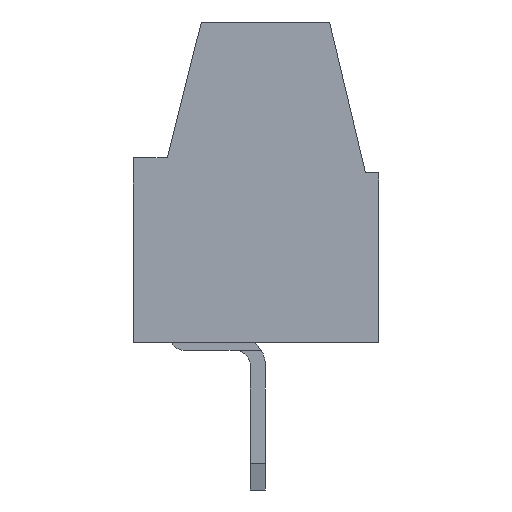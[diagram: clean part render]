
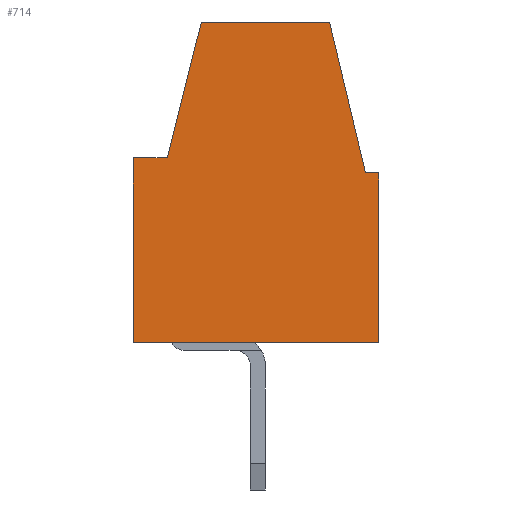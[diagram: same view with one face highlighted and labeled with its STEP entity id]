
A CAD part, left-side view. The second image highlights one B-rep face of the part: STEP entity #714.
In plain terms, the highlighted planar face has unit normal (-1, 0, 0).
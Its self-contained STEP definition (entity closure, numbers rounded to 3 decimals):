
#714=ADVANCED_FACE('',(#1418),#1419,.T.);
#1418=FACE_OUTER_BOUND('',#2131,.T.);
#1419=PLANE('',#2132);
#2131=EDGE_LOOP('',(#4107,#4108,#4109,#4110,#4111,#4112,#4113,#4114));
#2132=AXIS2_PLACEMENT_3D('',#4115,#4116,#4117);
#4107=ORIENTED_EDGE('',*,*,#4252,.T.);
#4108=ORIENTED_EDGE('',*,*,#4589,.T.);
#4109=ORIENTED_EDGE('',*,*,#4559,.T.);
#4110=ORIENTED_EDGE('',*,*,#4174,.T.);
#4111=ORIENTED_EDGE('',*,*,#4726,.T.);
#4112=ORIENTED_EDGE('',*,*,#4657,.T.);
#4113=ORIENTED_EDGE('',*,*,#4220,.T.);
#4114=ORIENTED_EDGE('',*,*,#4505,.T.);
#4115=CARTESIAN_POINT('',(-2.77,0.0,0.0));
#4116=DIRECTION('',(-1.0,0.0,0.0));
#4117=DIRECTION('',(0.0,0.0,1.0));
#4174=EDGE_CURVE('',#4973,#4971,#4974,.T.);
#4220=EDGE_CURVE('',#5054,#5055,#5056,.T.);
#4252=EDGE_CURVE('',#5111,#5112,#5113,.T.);
#4505=EDGE_CURVE('',#5055,#5111,#5544,.T.);
#4559=EDGE_CURVE('',#5626,#4973,#5627,.T.);
#4589=EDGE_CURVE('',#5112,#5626,#5671,.T.);
#4657=EDGE_CURVE('',#5767,#5054,#5768,.T.);
#4726=EDGE_CURVE('',#4971,#5767,#5861,.T.);
#4971=VERTEX_POINT('',#6146);
#4973=VERTEX_POINT('',#6149);
#4974=LINE('',#6150,#6151);
#5054=VERTEX_POINT('',#6260);
#5055=VERTEX_POINT('',#6261);
#5056=LINE('',#6262,#6263);
#5111=VERTEX_POINT('',#6341);
#5112=VERTEX_POINT('',#6342);
#5113=LINE('',#6343,#6344);
#5544=LINE('',#6969,#6970);
#5626=VERTEX_POINT('',#7110);
#5627=LINE('',#7111,#7112);
#5671=LINE('',#7179,#7180);
#5767=VERTEX_POINT('',#7304);
#5768=LINE('',#7305,#7306);
#5861=LINE('',#7451,#7452);
#6146=CARTESIAN_POINT('',(-2.77,3.25,2.45));
#6149=CARTESIAN_POINT('',(-2.77,2.35,2.45));
#6150=CARTESIAN_POINT('',(-2.77,2.35,2.45));
#6151=VECTOR('',#7892,1000.0);
#6260=CARTESIAN_POINT('',(-2.77,-3.25,-2.45));
#6261=CARTESIAN_POINT('',(-2.77,-3.25,2.05));
#6262=CARTESIAN_POINT('',(-2.77,-3.25,-2.45));
#6263=VECTOR('',#7943,1000.0);
#6341=CARTESIAN_POINT('',(-2.77,-2.9,2.05));
#6342=CARTESIAN_POINT('',(-2.77,-1.95,6.05));
#6343=CARTESIAN_POINT('',(-2.77,-2.9,2.05));
#6344=VECTOR('',#7979,1000.0);
#6969=CARTESIAN_POINT('',(-2.77,-3.25,2.05));
#6970=VECTOR('',#8267,1000.0);
#7110=CARTESIAN_POINT('',(-2.77,1.45,6.05));
#7111=CARTESIAN_POINT('',(-2.77,1.45,6.05));
#7112=VECTOR('',#8329,1000.0);
#7179=CARTESIAN_POINT('',(-2.77,-1.95,6.05));
#7180=VECTOR('',#8353,1000.0);
#7304=CARTESIAN_POINT('',(-2.77,3.25,-2.45));
#7305=CARTESIAN_POINT('',(-2.77,3.25,-2.45));
#7306=VECTOR('',#8445,1000.0);
#7451=CARTESIAN_POINT('',(-2.77,3.25,2.45));
#7452=VECTOR('',#8504,1000.0);
#7892=DIRECTION('',(0.0,1.0,0.));
#7943=DIRECTION('',(0.0,0.0,1.0));
#7979=DIRECTION('',(0.0,0.231,0.973));
#8267=DIRECTION('',(0.0,1.0,0.0));
#8329=DIRECTION('',(0.0,0.243,-0.97));
#8353=DIRECTION('',(0.0,1.0,0.));
#8445=DIRECTION('',(0.0,-1.0,0.0));
#8504=DIRECTION('',(0.0,0.,-1.0));
